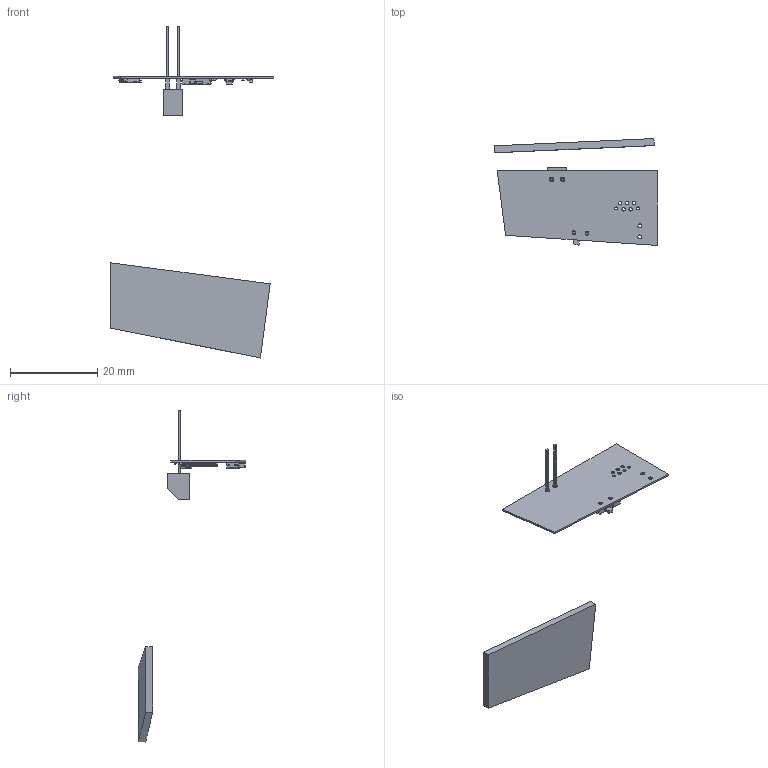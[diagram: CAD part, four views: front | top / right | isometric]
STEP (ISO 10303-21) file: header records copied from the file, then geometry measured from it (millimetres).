
FILE_DESCRIPTION(('Open CASCADE Model'),'2;1');
FILE_NAME('Open CASCADE Shape Model','2019-06-13T15:37:55',('Author'),( 'Open CASCADE'),'Open CASCADE STEP processor 6.8','Open CASCADE 6.8' ,'Unknown');
FILE_SCHEMA(('AUTOMOTIVE_DESIGN { 1 0 10303 214 1 1 1 1 }'));
Length unit declared in the file: millimetre
Products named in the file (36): PCB; Board; Open CASCADE STEP translator 6.8 3.1.1; FPC_PWR1; 5022502391; Open CASCADE STEP translator 6.8 3.2.1.1; Open CASCADE STEP translator 6.8 3.2.1.2; S1; PCM12SMTR; 1; R3; resistor0402; R2; R1; Q1; 6189463280; Extruded; IC1; 6196296688; Body; PinsArrayL; PinsArrayR; DS1; 6189462960; 6189462560; D1; 6196295248; PinsArray; C2; capacitor_0402; C1; Free-Models; bat_bare_board
Assembly tree (38 placements, depth 4):
  PCB
    Board
      Open CASCADE STEP translator 6.8 3.1.1
    FPC_PWR1
      5022502391
        Open CASCADE STEP translator 6.8 3.2.1.1
        Open CASCADE STEP translator 6.8 3.2.1.2
    S1
      PCM12SMTR
        1
    R3
      resistor0402
    R2
      resistor0402
    R1
      resistor0402
    Q1
      6189463280
        Extruded
    IC1
      6196296688
        Body
        PinsArrayL
        PinsArrayR
    DS1
      6189462960
        Extruded
      6189462560
        Extruded
    D1
      6196295248
        Body
        PinsArray
    C2
      capacitor_0402
    C1
      capacitor_0402
    Free-Models
      bat_bare_board
Bounding box: 37.47 x 24.63 x 76.29 mm (x, y, z)
Volume: 1333.8 mm3; surface area: 3070.8 mm2
Topology: 34 solids, 34 shells, 1820 faces, 5372 edges, 3666 vertices
Faces by surface type: plane 1379, cylinder 265, bspline 174, cone 2
Full cylindrical faces by diameter (mm): 0.194 x1, 0.7 x2, 0.8 x7, 0.9 x4, 1.05 x2
Entity records: 57042 total; most frequent: CARTESIAN_POINT 13677, ORIENTED_EDGE 9014, DIRECTION 7995, EDGE_CURVE 4507, LINE 3875, VECTOR 3875, VERTEX_POINT 2972, AXIS2_PLACEMENT_3D 2060
